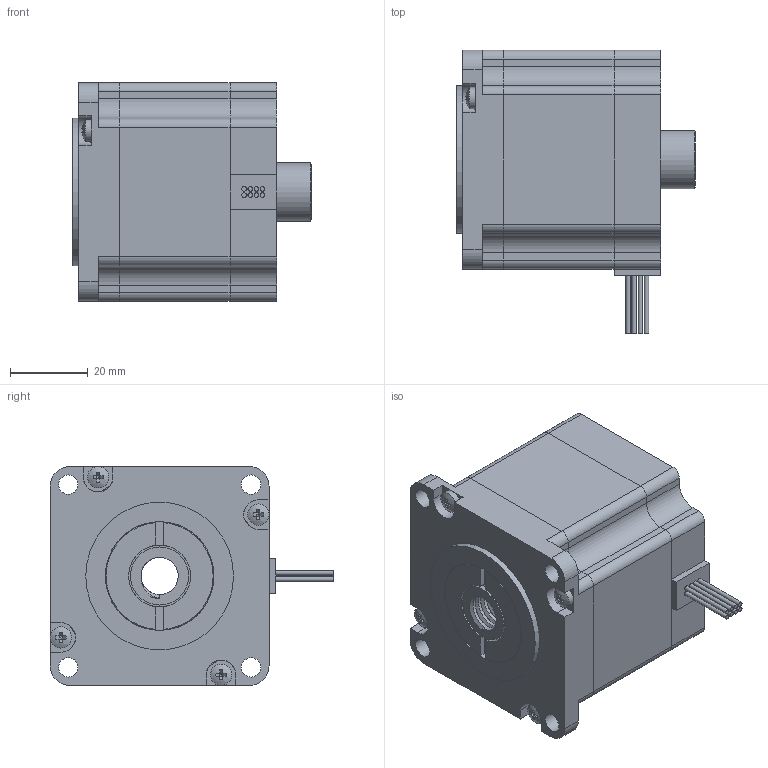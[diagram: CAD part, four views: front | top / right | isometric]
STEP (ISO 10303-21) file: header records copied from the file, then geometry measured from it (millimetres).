
FILE_DESCRIPTION((''),'2;1');
FILE_NAME('L5918S2008_T.stp','2013-11-21T09:07:49',('schneid_a'),(''),'Autodesk Inventor 2010','Autodesk Inventor 2010','');
FILE_SCHEMA(('AUTOMOTIVE_DESIGN { 1 0 10303 214 1 1 1 1 }'));
Length unit declared in the file: millimetre
Products named in the file (9): L5918S2008_T; Welle_L5918S; Endkappe_L5918S; Stator_L5918S; Frontkappe_L5918S; SCHRAUBEN_ISO_7045_M3; ���32_1; ���31_1
Assembly tree (11 placements, depth 3):
  L5918S2008_T
    Welle_L5918S
    Endkappe_L5918S
    Stator_L5918S
    Frontkappe_L5918S
    SCHRAUBEN_ISO_7045_M3  x4
    Welle_L5918S
      ���32_1
      ���31_1
Bounding box: 61.6 x 73.12 x 56.44 mm (x, y, z)
Volume: 140511.4 mm3; surface area: 41811.1 mm2
Topology: 10 solids, 10 shells, 296 faces, 719 edges, 463 vertices
Faces by surface type: plane 197, cylinder 89, cone 4, sphere 4, bspline 2
Full cylindrical faces by diameter (mm): 1.2 x8, 2 x3, 3 x4, 3.2 x4, 5 x4, 5.5 x4, 12 x1, 13 x2, 15 x4, 16 x1, 18 x1, 20 x1, 28 x2, 38.1 x1
Entity records: 10471 total; most frequent: CARTESIAN_POINT 4967, DIRECTION 1122, ORIENTED_EDGE 1054, EDGE_CURVE 527, AXIS2_PLACEMENT_3D 423, VERTEX_POINT 382, EDGE_LOOP 293, VECTOR 276
